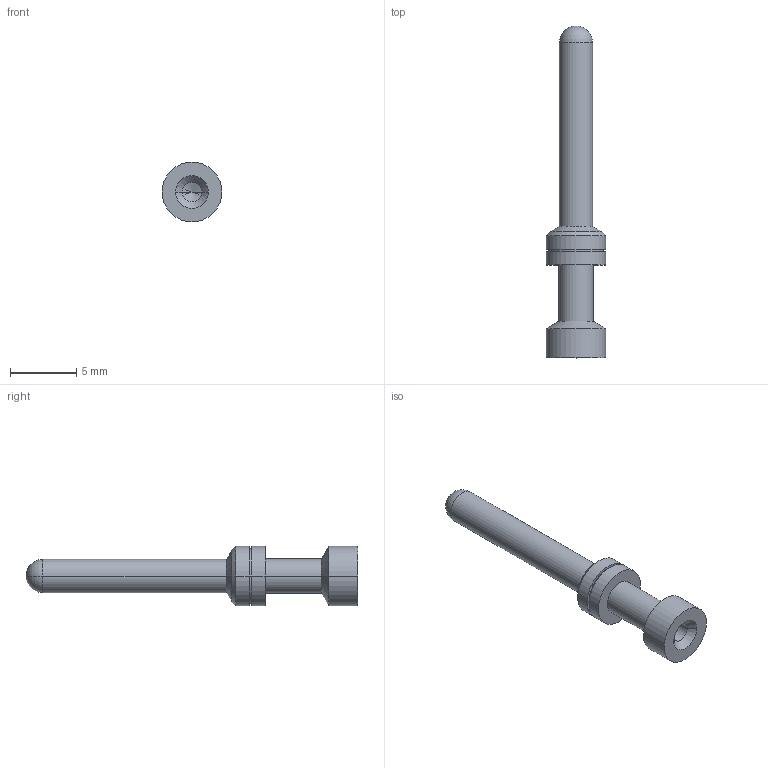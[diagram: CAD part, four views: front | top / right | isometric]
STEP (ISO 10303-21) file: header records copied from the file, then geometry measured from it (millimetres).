
FILE_DESCRIPTION((''),'2;1');
FILE_NAME('MANIFOLD_SOLID_BREP_2725','2020-12-21T',('tc.chen'),(''),'PRO/ENGINEER BY PARAMETRIC TECHNOLOGY CORPORATION, 2012480','PRO/ENGINEER BY PARAMETRIC TECHNOLOGY CORPORATION, 2012480','');
FILE_SCHEMA(('AUTOMOTIVE_DESIGN { 1 0 10303 214 1 1 1 1 }'));
Length unit declared in the file: millimetre
Products named in the file (1): MANIFOLD_SOLID_BREP_2725
Bounding box: 4.5 x 25 x 4.5 mm (x, y, z)
Volume: 163.9 mm3; surface area: 306.4 mm2
Topology: 1 solids, 1 shells, 30 faces, 62 edges, 34 vertices
Faces by surface type: cylinder 14, cone 10, plane 4, sphere 2
Entity records: 820 total; most frequent: DIRECTION 152, CARTESIAN_POINT 124, ORIENTED_EDGE 116, AXIS2_PLACEMENT_3D 64, EDGE_CURVE 58, VERTEX_POINT 34, EDGE_LOOP 34, CIRCLE 34
